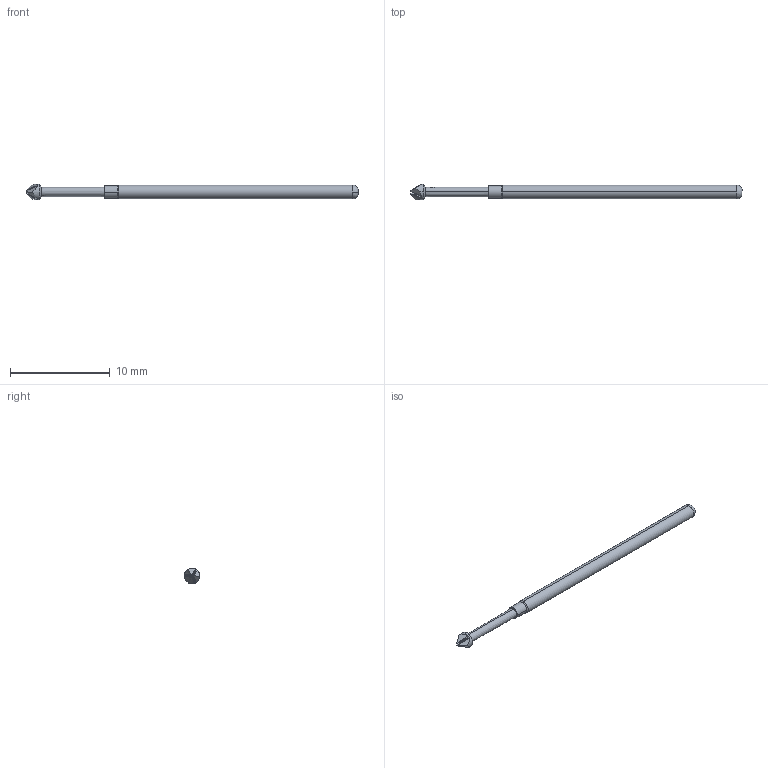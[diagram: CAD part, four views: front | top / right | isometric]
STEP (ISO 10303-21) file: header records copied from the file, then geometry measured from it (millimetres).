
FILE_DESCRIPTION (( 'STEP AP214' ), '1' );
FILE_NAME ('100-2518.STEP', '2020-10-22T15:30:24', ( '' ), ( '' ), 'SwSTEP 2.0', 'SolidWorks 2019', '' );
FILE_SCHEMA (( 'AUTOMOTIVE_DESIGN' ));
Length unit declared in the file: inch
Products named in the file (1): 100-2518
Bounding box: 33.27 x 1.56 x 1.56 mm (x, y, z)
Volume: 42.6 mm3; surface area: 135.5 mm2
Topology: 1 solids, 1 shells, 48 faces, 127 edges, 82 vertices
Faces by surface type: bspline 27, cone 8, cylinder 6, plane 5, torus 2
Entity records: 6213 total; most frequent: CARTESIAN_POINT 4595, ORIENTED_EDGE 254, EDGE_CURVE 127, DIRECTION 106, B_SPLINE_CURVE_WITH_KNOTS 89, VERTEX_POINT 82, DIMENSIONAL_EXPONENTS 51, UNCERTAINTY_MEASURE_WITH_UNIT 51
